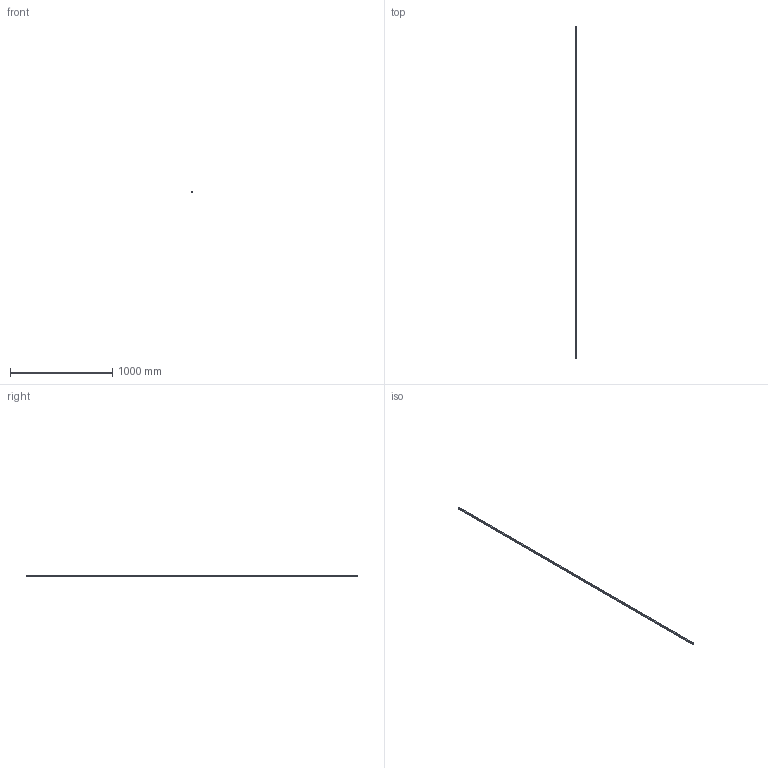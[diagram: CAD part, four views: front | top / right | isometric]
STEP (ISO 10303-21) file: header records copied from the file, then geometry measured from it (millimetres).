
FILE_DESCRIPTION(('STEP AP214'),'1');
FILE_NAME('cctmp_5160B2FF-A423-4BF8-9E6C-B13978F18C3D_2021_02_03_12_12_58_0249..stp','2021-02-03T11:12:58',('HIWIN GmbH'),('CADClick - www.CADClick.com'),'Spatial InterOp 3D',' ','unknown authorization');
FILE_SCHEMA(('AUTOMOTIVE_DESIGN'));
Length unit declared in the file: millimetre
Products named in the file (1): EGR15U3250C_FILE
Bounding box: 15 x 3250 x 12.5 mm (x, y, z)
Volume: 517459.8 mm3; surface area: 198101.7 mm2
Topology: 1 solids, 1 shells, 653 faces, 1611 edges, 1074 vertices
Faces by surface type: cylinder 348, plane 305
Entity records: 25049 total; most frequent: DIRECTION 3835, CARTESIAN_POINT 3339, ORIENTED_EDGE 3222, EDGE_CURVE 1611, AXIS2_PLACEMENT_3D 1570, VERTEX_POINT 1074, EDGE_LOOP 767, CIRCLE 696
